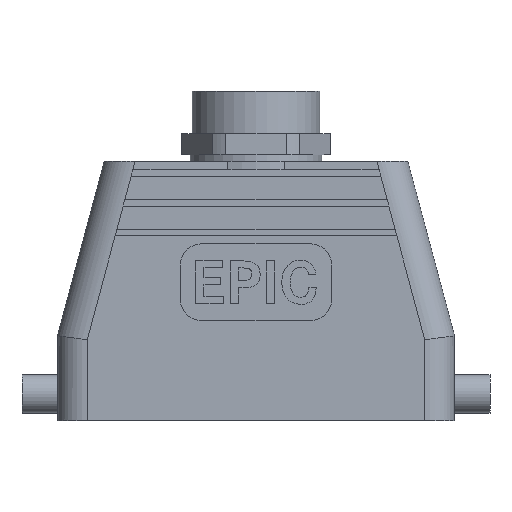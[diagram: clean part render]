
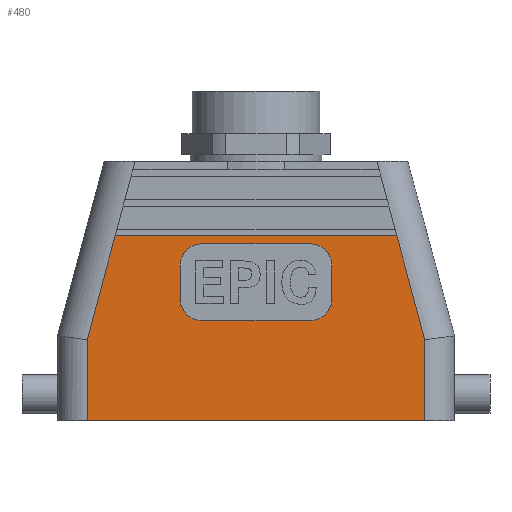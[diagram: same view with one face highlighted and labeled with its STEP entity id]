
A CAD part, front view. The second image highlights one B-rep face of the part: STEP entity #480.
In plain terms, the highlighted planar face has unit normal (0, -1, 0).
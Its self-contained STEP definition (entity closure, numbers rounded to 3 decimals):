
#480 = ADVANCED_FACE( '', ( #999, #1000 ), #1001, .F. );
#999 = FACE_BOUND( '', #1532, .T. );
#1000 = FACE_OUTER_BOUND( '', #1533, .T. );
#1001 = PLANE( '', #1534 );
#1532 = EDGE_LOOP( '', ( #2939, #2940, #2941, #2942, #2943, #2944, #2945, #2946 ) );
#1533 = EDGE_LOOP( '', ( #2947, #2948, #2949, #2950, #2951, #2952 ) );
#1534 = AXIS2_PLACEMENT_3D( '', #2953, #2954, #2955 );
#2939 = ORIENTED_EDGE( '', *, *, #3644, .F. );
#2940 = ORIENTED_EDGE( '', *, *, #3486, .F. );
#2941 = ORIENTED_EDGE( '', *, *, #3435, .F. );
#2942 = ORIENTED_EDGE( '', *, *, #3343, .F. );
#2943 = ORIENTED_EDGE( '', *, *, #3451, .F. );
#2944 = ORIENTED_EDGE( '', *, *, #3645, .F. );
#2945 = ORIENTED_EDGE( '', *, *, #3578, .F. );
#2946 = ORIENTED_EDGE( '', *, *, #3646, .F. );
#2947 = ORIENTED_EDGE( '', *, *, #3222, .F. );
#2948 = ORIENTED_EDGE( '', *, *, #3397, .F. );
#2949 = ORIENTED_EDGE( '', *, *, #3647, .T. );
#2950 = ORIENTED_EDGE( '', *, *, #3229, .T. );
#2951 = ORIENTED_EDGE( '', *, *, #3421, .T. );
#2952 = ORIENTED_EDGE( '', *, *, #3273, .F. );
#2953 = CARTESIAN_POINT( '', ( -46.65, -21.5, 20. ) );
#2954 = DIRECTION( '', ( 0., 1., 0. ) );
#2955 = DIRECTION( '', ( 0., 0., 1. ) );
#3222 = EDGE_CURVE( '', #3862, #3846, #3864, .F. );
#3229 = EDGE_CURVE( '', #3875, #3876, #3877, .T. );
#3273 = EDGE_CURVE( '', #3846, #3952, #3953, .T. );
#3343 = EDGE_CURVE( '', #4062, #4063, #4064, .T. );
#3397 = EDGE_CURVE( '', #3929, #3862, #4144, .T. );
#3421 = EDGE_CURVE( '', #3876, #3952, #4179, .T. );
#3435 = EDGE_CURVE( '', #4063, #4198, #4199, .T. );
#3451 = EDGE_CURVE( '', #4221, #4062, #4222, .T. );
#3486 = EDGE_CURVE( '', #4198, #4267, #4268, .T. );
#3578 = EDGE_CURVE( '', #4390, #4391, #4392, .T. );
#3644 = EDGE_CURVE( '', #4267, #4463, #4464, .T. );
#3645 = EDGE_CURVE( '', #4391, #4221, #4465, .T. );
#3646 = EDGE_CURVE( '', #4463, #4390, #4466, .T. );
#3647 = EDGE_CURVE( '', #3929, #3875, #4467, .F. );
#3846 = VERTEX_POINT( '', #4768 );
#3862 = VERTEX_POINT( '', #4790 );
#3864 = LINE( '', #4793, #4794 );
#3875 = VERTEX_POINT( '', #4809 );
#3876 = VERTEX_POINT( '', #4810 );
#3877 = LINE( '', #4811, #4812 );
#3929 = VERTEX_POINT( '', #4884 );
#3952 = VERTEX_POINT( '', #4917 );
#3953 = LINE( '', #4918, #4919 );
#4062 = VERTEX_POINT( '', #5072 );
#4063 = VERTEX_POINT( '', #5073 );
#4064 = CIRCLE( '', #5074, 5. );
#4144 = LINE( '', #5185, #5186 );
#4179 = LINE( '', #5286, #5287 );
#4198 = VERTEX_POINT( '', #5318 );
#4199 = LINE( '', #5319, #5320 );
#4221 = VERTEX_POINT( '', #5354 );
#4222 = LINE( '', #5355, #5356 );
#4267 = VERTEX_POINT( '', #5418 );
#4268 = CIRCLE( '', #5419, 5. );
#4390 = VERTEX_POINT( '', #5676 );
#4391 = VERTEX_POINT( '', #5677 );
#4392 = LINE( '', #5678, #5679 );
#4463 = VERTEX_POINT( '', #5777 );
#4464 = LINE( '', #5778, #5779 );
#4465 = CIRCLE( '', #5780, 5. );
#4466 = CIRCLE( '', #5781, 5. );
#4467 = LINE( '', #5782, #5783 );
#4768 = CARTESIAN_POINT( '', ( 39.65, -21.5, 19.078 ) );
#4790 = CARTESIAN_POINT( '', ( 33.106, -21.5, 43.5 ) );
#4793 = CARTESIAN_POINT( '', ( 39.889, -21.5, 18.188 ) );
#4794 = VECTOR( '', #5927, 1000. );
#4809 = CARTESIAN_POINT( '', ( -39.65, -21.5, 19.078 ) );
#4810 = CARTESIAN_POINT( '', ( -39.65, -21.5, 0. ) );
#4811 = CARTESIAN_POINT( '', ( -39.65, -21.5, 20. ) );
#4812 = VECTOR( '', #5932, 1000. );
#4884 = CARTESIAN_POINT( '', ( -33.106, -21.5, 43.5 ) );
#4917 = CARTESIAN_POINT( '', ( 39.65, -21.5, 0. ) );
#4918 = CARTESIAN_POINT( '', ( 39.65, -21.5, 20. ) );
#4919 = VECTOR( '', #5974, 1000. );
#5072 = CARTESIAN_POINT( '', ( 12.801, -21.5, 23.6 ) );
#5073 = CARTESIAN_POINT( '', ( 17.801, -21.5, 28.6 ) );
#5074 = AXIS2_PLACEMENT_3D( '', #6041, #6042, #6043 );
#5185 = CARTESIAN_POINT( '', ( -33.106, -21.5, 43.5 ) );
#5186 = VECTOR( '', #6108, 1000. );
#5286 = CARTESIAN_POINT( '', ( -46.65, -21.5, 0. ) );
#5287 = VECTOR( '', #6125, 1000. );
#5318 = CARTESIAN_POINT( '', ( 17.801, -21.5, 36.6 ) );
#5319 = CARTESIAN_POINT( '', ( 17.801, -21.5, 36.6 ) );
#5320 = VECTOR( '', #6141, 1000. );
#5354 = CARTESIAN_POINT( '', ( -12.801, -21.5, 23.6 ) );
#5355 = CARTESIAN_POINT( '', ( -12.801, -21.5, 23.6 ) );
#5356 = VECTOR( '', #6145, 1000. );
#5418 = CARTESIAN_POINT( '', ( 12.801, -21.5, 41.6 ) );
#5419 = AXIS2_PLACEMENT_3D( '', #6175, #6176, #6177 );
#5676 = CARTESIAN_POINT( '', ( -17.801, -21.5, 36.6 ) );
#5677 = CARTESIAN_POINT( '', ( -17.801, -21.5, 28.6 ) );
#5678 = CARTESIAN_POINT( '', ( -17.801, -21.5, 28.6 ) );
#5679 = VECTOR( '', #6251, 1000. );
#5777 = CARTESIAN_POINT( '', ( -12.801, -21.5, 41.6 ) );
#5778 = CARTESIAN_POINT( '', ( -12.801, -21.5, 41.6 ) );
#5779 = VECTOR( '', #6288, 1000. );
#5780 = AXIS2_PLACEMENT_3D( '', #6289, #6290, #6291 );
#5781 = AXIS2_PLACEMENT_3D( '', #6292, #6293, #6294 );
#5782 = CARTESIAN_POINT( '', ( -39.889, -21.5, 18.188 ) );
#5783 = VECTOR( '', #6295, 1000. );
#5927 = DIRECTION( '', ( -0.259, 0., 0.966 ) );
#5932 = DIRECTION( '', ( 0., 0., -1. ) );
#5974 = DIRECTION( '', ( 0., 0., -1. ) );
#6041 = CARTESIAN_POINT( '', ( 12.801, -21.5, 28.6 ) );
#6042 = DIRECTION( '', ( 0., -1., 0. ) );
#6043 = DIRECTION( '', ( -1., 0., 0. ) );
#6108 = DIRECTION( '', ( 1., 0., 0. ) );
#6125 = DIRECTION( '', ( 1., 0., 0. ) );
#6141 = DIRECTION( '', ( 0., 0., 1. ) );
#6145 = DIRECTION( '', ( 1., 0., 0. ) );
#6175 = CARTESIAN_POINT( '', ( 12.801, -21.5, 36.6 ) );
#6176 = DIRECTION( '', ( 0., -1., 0. ) );
#6177 = DIRECTION( '', ( 1., 0., 0. ) );
#6251 = DIRECTION( '', ( 0., 0., -1. ) );
#6288 = DIRECTION( '', ( -1., 0., 0. ) );
#6289 = CARTESIAN_POINT( '', ( -12.801, -21.5, 28.6 ) );
#6290 = DIRECTION( '', ( 0., -1., 0. ) );
#6291 = DIRECTION( '', ( 1., 0., 0. ) );
#6292 = CARTESIAN_POINT( '', ( -12.801, -21.5, 36.6 ) );
#6293 = DIRECTION( '', ( 0., -1., 0. ) );
#6294 = DIRECTION( '', ( 1., 0., 0. ) );
#6295 = DIRECTION( '', ( 0.259, 0., 0.966 ) );
